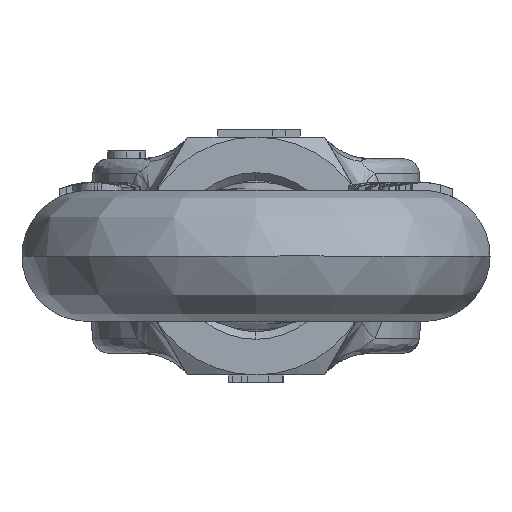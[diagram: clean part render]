
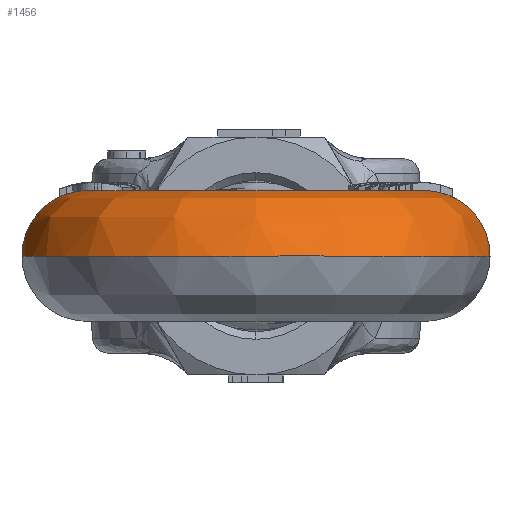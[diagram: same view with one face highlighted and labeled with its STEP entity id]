
A CAD part, left-side view. The second image highlights one B-rep face of the part: STEP entity #1456.
In plain terms, the highlighted free-form (B-spline) face has degree [3, 3] with [7, 7] control points.
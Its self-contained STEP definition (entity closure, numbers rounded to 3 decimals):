
#1456=ADVANCED_FACE('NONE',(#3225),#3226,.T.);
#3225=FACE_OUTER_BOUND('',#9954,.T.);
#3226=(B_SPLINE_SURFACE(3,3,((#9956,#9957,#9958,#9959,#9960,#9961,#9962),(#9963,#9964,#9965,#9966,#9967,#9968,#9969),(#9970,#9971,#9972,#9973,#9974,#9975,#9976),(#9977,#9978,#9979,#9980,#9981,#9982,#9983),(#9984,#9985,#9986,#9987,#9988,#9989,#9990),(#9991,#9992,#9993,#9994,#9995,#9996,#9997),(#9998,#9999,#10000,#10001,#10002,#10003,#10004)),.UNSPECIFIED.,.T.,.F.,.F.)B_SPLINE_SURFACE_WITH_KNOTS((4,3,4),(4,3,4),(0.0,0.5,1.0),(0.0,0.5,1.0),.UNSPECIFIED.)RATIONAL_B_SPLINE_SURFACE(((1.0,0.802,0.802,1.0,0.802,0.802,1.0),(0.333,0.267,0.267,0.333,0.267,0.267,0.333),(0.333,0.267,0.267,0.333,0.267,0.267,0.333),(1.0,0.802,0.802,1.0,0.802,0.802,1.0),(0.333,0.267,0.267,0.333,0.267,0.267,0.333),(0.333,0.267,0.267,0.333,0.267,0.267,0.333),(1.0,0.802,0.802,1.0,0.802,0.802,1.0)))BOUNDED_SURFACE()REPRESENTATION_ITEM('')GEOMETRIC_REPRESENTATION_ITEM()SURFACE());
#9954=EDGE_LOOP('',(#18023,#18024,#18025,#18026));
#9956=CARTESIAN_POINT('',(-118.263,191.639,213.834));
#9957=CARTESIAN_POINT('',(-135.675,191.807,213.834));
#9958=CARTESIAN_POINT('',(-148.047,179.553,213.834));
#9959=CARTESIAN_POINT('',(-148.047,162.14,213.834));
#9960=CARTESIAN_POINT('',(-148.047,144.728,213.834));
#9961=CARTESIAN_POINT('',(-135.675,132.474,213.834));
#9962=CARTESIAN_POINT('',(-118.263,132.642,213.834));
#9963=CARTESIAN_POINT('',(-118.263,191.639,197.334));
#9964=CARTESIAN_POINT('',(-135.675,191.807,197.334));
#9965=CARTESIAN_POINT('',(-148.047,179.553,197.334));
#9966=CARTESIAN_POINT('',(-148.047,162.14,197.334));
#9967=CARTESIAN_POINT('',(-148.047,144.728,197.334));
#9968=CARTESIAN_POINT('',(-135.675,132.474,197.334));
#9969=CARTESIAN_POINT('',(-118.263,132.642,197.334));
#9970=CARTESIAN_POINT('',(-118.421,175.14,197.334));
#9971=CARTESIAN_POINT('',(-126.095,175.214,197.334));
#9972=CARTESIAN_POINT('',(-131.547,169.814,197.334));
#9973=CARTESIAN_POINT('',(-131.547,162.14,197.334));
#9974=CARTESIAN_POINT('',(-131.547,154.467,197.334));
#9975=CARTESIAN_POINT('',(-126.095,149.067,197.334));
#9976=CARTESIAN_POINT('',(-118.421,149.141,197.334));
#9977=CARTESIAN_POINT('',(-118.421,175.14,213.834));
#9978=CARTESIAN_POINT('',(-126.095,175.214,213.834));
#9979=CARTESIAN_POINT('',(-131.547,169.814,213.834));
#9980=CARTESIAN_POINT('',(-131.547,162.14,213.834));
#9981=CARTESIAN_POINT('',(-131.547,154.467,213.834));
#9982=CARTESIAN_POINT('',(-126.095,149.067,213.834));
#9983=CARTESIAN_POINT('',(-118.421,149.141,213.834));
#9984=CARTESIAN_POINT('',(-118.421,175.14,230.334));
#9985=CARTESIAN_POINT('',(-126.095,175.214,230.334));
#9986=CARTESIAN_POINT('',(-131.547,169.814,230.334));
#9987=CARTESIAN_POINT('',(-131.547,162.14,230.334));
#9988=CARTESIAN_POINT('',(-131.547,154.467,230.334));
#9989=CARTESIAN_POINT('',(-126.095,149.067,230.334));
#9990=CARTESIAN_POINT('',(-118.421,149.141,230.334));
#9991=CARTESIAN_POINT('',(-118.263,191.639,230.334));
#9992=CARTESIAN_POINT('',(-135.675,191.807,230.334));
#9993=CARTESIAN_POINT('',(-148.047,179.553,230.334));
#9994=CARTESIAN_POINT('',(-148.047,162.14,230.334));
#9995=CARTESIAN_POINT('',(-148.047,144.728,230.334));
#9996=CARTESIAN_POINT('',(-135.675,132.474,230.334));
#9997=CARTESIAN_POINT('',(-118.263,132.642,230.334));
#9998=CARTESIAN_POINT('',(-118.263,191.639,213.834));
#9999=CARTESIAN_POINT('',(-135.675,191.807,213.834));
#10000=CARTESIAN_POINT('',(-148.047,179.553,213.834));
#10001=CARTESIAN_POINT('',(-148.047,162.14,213.834));
#10002=CARTESIAN_POINT('',(-148.047,144.728,213.834));
#10003=CARTESIAN_POINT('',(-135.675,132.474,213.834));
#10004=CARTESIAN_POINT('',(-118.263,132.642,213.834));
#18023=ORIENTED_EDGE('',*,*,#22157,.F.);
#18024=ORIENTED_EDGE('',*,*,#22158,.F.);
#18025=ORIENTED_EDGE('',*,*,#22159,.T.);
#18026=ORIENTED_EDGE('',*,*,#22160,.F.);
#22157=EDGE_CURVE('',#25162,#25163,#25164,.T.);
#22158=EDGE_CURVE('NONE',#25165,#25162,#25166,.T.);
#22159=EDGE_CURVE('',#25165,#25167,#25168,.T.);
#22160=EDGE_CURVE('NONE',#25163,#25167,#25169,.T.);
#25162=VERTEX_POINT('NONE',#32854);
#25163=VERTEX_POINT('NONE',#32855);
#25164=(B_SPLINE_CURVE(3,(#32857,#32858,#32859,#32860,#32861,#32862,#32863),.UNSPECIFIED.,.F.,.F.)B_SPLINE_CURVE_WITH_KNOTS((4,3,4),(-1.0,-0.5,-0.0),.UNSPECIFIED.)RATIONAL_B_SPLINE_CURVE((1.0,0.802,0.802,1.0,0.802,0.802,1.0))BOUNDED_CURVE()REPRESENTATION_ITEM('')GEOMETRIC_REPRESENTATION_ITEM()CURVE());
#25165=VERTEX_POINT('',#32870);
#25166=CIRCLE('',#32871,8.25);
#25167=VERTEX_POINT('',#32872);
#25168=(B_SPLINE_CURVE(3,(#32874,#32875,#32876,#32877,#32878,#32879,#32880),.UNSPECIFIED.,.F.,.F.)B_SPLINE_CURVE_WITH_KNOTS((4,3,4),(-1.0,-0.5,-0.0),.UNSPECIFIED.)RATIONAL_B_SPLINE_CURVE((1.0,0.802,0.802,1.0,0.802,0.802,1.0))BOUNDED_CURVE()REPRESENTATION_ITEM('')GEOMETRIC_REPRESENTATION_ITEM()CURVE());
#25169=CIRCLE('',#32887,8.25);
#32854=CARTESIAN_POINT('',(-118.263,132.642,213.834));
#32855=CARTESIAN_POINT('',(-118.263,191.639,213.834));
#32857=CARTESIAN_POINT('',(-118.263,132.642,213.834));
#32858=CARTESIAN_POINT('',(-135.675,132.474,213.834));
#32859=CARTESIAN_POINT('',(-148.047,144.728,213.834));
#32860=CARTESIAN_POINT('',(-148.047,162.14,213.834));
#32861=CARTESIAN_POINT('',(-148.047,179.553,213.834));
#32862=CARTESIAN_POINT('',(-135.675,191.807,213.834));
#32863=CARTESIAN_POINT('',(-118.263,191.639,213.834));
#32870=CARTESIAN_POINT('',(-118.421,149.141,213.834));
#32871=AXIS2_PLACEMENT_3D('',#41586,#41587,#41588);
#32872=CARTESIAN_POINT('',(-118.421,175.14,213.834));
#32874=CARTESIAN_POINT('',(-118.421,149.141,213.834));
#32875=CARTESIAN_POINT('',(-126.095,149.067,213.834));
#32876=CARTESIAN_POINT('',(-131.547,154.467,213.834));
#32877=CARTESIAN_POINT('',(-131.547,162.14,213.834));
#32878=CARTESIAN_POINT('',(-131.547,169.814,213.834));
#32879=CARTESIAN_POINT('',(-126.095,175.214,213.834));
#32880=CARTESIAN_POINT('',(-118.421,175.14,213.834));
#32887=AXIS2_PLACEMENT_3D('',#41589,#41590,#41591);
#41586=CARTESIAN_POINT('',(-118.342,140.891,213.834));
#41587=DIRECTION('',(1.,0.01,0.0));
#41588=DIRECTION('',(0.01,-1.,0.0));
#41589=CARTESIAN_POINT('',(-118.342,183.389,213.834));
#41590=DIRECTION('',(1.,-0.01,0.0));
#41591=DIRECTION('',(0.01,1.,0.0));
